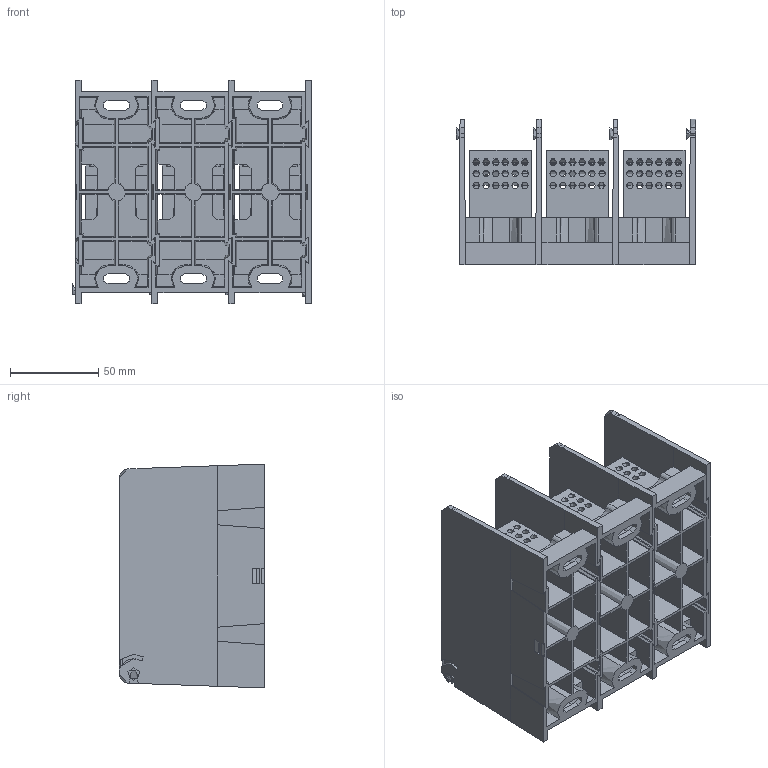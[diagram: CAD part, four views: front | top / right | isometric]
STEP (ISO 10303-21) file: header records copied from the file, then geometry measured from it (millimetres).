
FILE_DESCRIPTION (( 'STEP AP214' ), '1' );
FILE_NAME ('701930rev-3P.STEP', '2015-06-24T17:37:55', ( '' ), ( '' ), 'SwSTEP 2.0', 'SolidWorks 2014', '' );
FILE_SCHEMA (( 'AUTOMOTIVE_DESIGN' ));
Length unit declared in the file: inch
Products named in the file (1): 701930rev-3P
Bounding box: 135.72 x 82.55 x 127.01 mm (x, y, z)
Topology: 0 solids, 70 shells, 1348 faces, 4856 edges, 3208 vertices
Faces by surface type: plane 554, cone 440, cylinder 345, bspline 9
Entity records: 81783 total; most frequent: CARTESIAN_POINT 28466, ORIENTED_EDGE 7622, DIRECTION 7033, EDGE_CURVE 4770, VERTEX_POINT 3206, AXIS2_PLACEMENT_3D 2457, VECTOR 2119, LINE 2119
